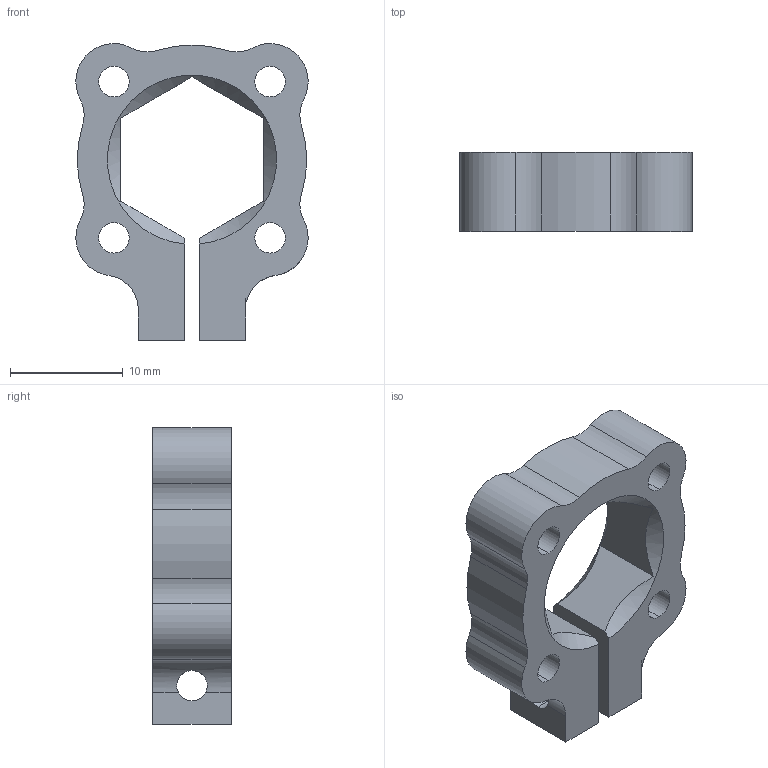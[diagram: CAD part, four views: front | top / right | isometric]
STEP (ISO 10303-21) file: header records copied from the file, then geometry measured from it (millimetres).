
FILE_DESCRIPTION (( 'STEP AP203' ), '1' );
FILE_NAME ('545674.STEP', '2015-07-22T14:53:05', ( 'Kyle' ), ( 'Microsoft' ), 'SwSTEP 2.0', 'SolidWorks 2014', '' );
FILE_SCHEMA (( 'CONFIG_CONTROL_DESIGN' ));
Length unit declared in the file: inch
Products named in the file (1): 545674
Bounding box: 20.57 x 6.99 x 26.29 mm (x, y, z)
Volume: 1845.6 mm3; surface area: 1848 mm2
Topology: 1 solids, 1 shells, 46 faces, 135 edges, 90 vertices
Faces by surface type: cylinder 30, plane 14, cone 2
Entity records: 1860 total; most frequent: CARTESIAN_POINT 516, ORIENTED_EDGE 270, DIRECTION 265, EDGE_CURVE 135, AXIS2_PLACEMENT_3D 105, VERTEX_POINT 90, CIRCLE 58, EDGE_LOOP 57
